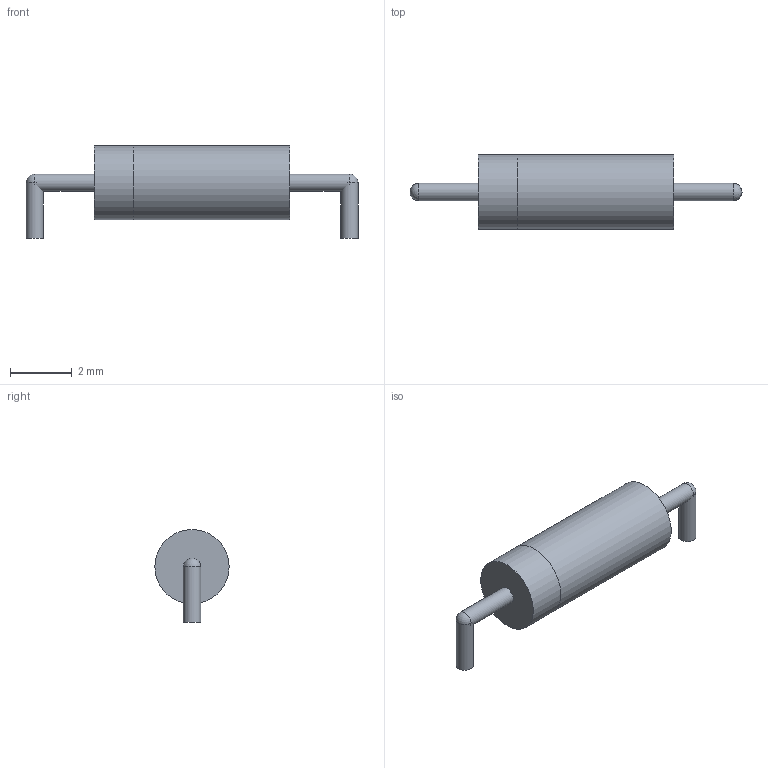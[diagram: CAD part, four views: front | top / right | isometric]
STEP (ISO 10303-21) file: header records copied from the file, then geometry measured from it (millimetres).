
FILE_DESCRIPTION( ( '' ), ' ' );
FILE_NAME( '5ab0dc5d1931fd0eeda7d49b.step', '2018-03-20T10:03:09', ( '' ), ( '' ), ' ', ' ', ' ' );
FILE_SCHEMA( ( 'AUTOMOTIVE_DESIGN { 1 0 10303 214 1 1 1 1 }' ) );
Length unit declared in the file: metre
Products named in the file (8): Open CASCADE STEP translator 6.8 16; Open CASCADE STEP translator 6.8 15; Open CASCADE STEP translator 6.8 14; Open CASCADE STEP translator 6.8 13; Open CASCADE STEP translator 6.8 12; Open CASCADE STEP translator 6.8 11; Open CASCADE STEP translator 6.8 10; Open CASCADE STEP translator 6.8 9
Bounding box: 10.72 x 2.4 x 3 mm (x, y, z)
Volume: 30.5 mm3; surface area: 82.6 mm2
Topology: 8 solids, 8 shells, 20 faces, 24 edges, 16 vertices
Faces by surface type: plane 12, cylinder 6, sphere 2
Full cylindrical faces by diameter (mm): 0.559 x4, 2.4 x2
Entity records: 646 total; most frequent: DIRECTION 80, CARTESIAN_POINT 56, AXIS2_PLACEMENT_3D 40, STYLED_ITEM 32, PRESENTATION_STYLE_ASSIGNMENT 32, COLOUR_RGB 32, FACE_OUTER_BOUND 24, EDGE_LOOP 24
